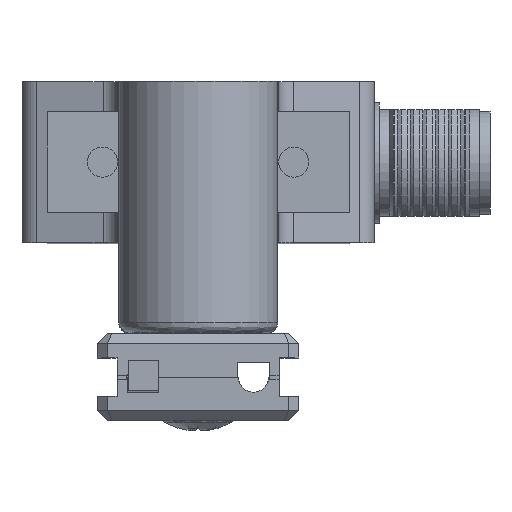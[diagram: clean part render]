
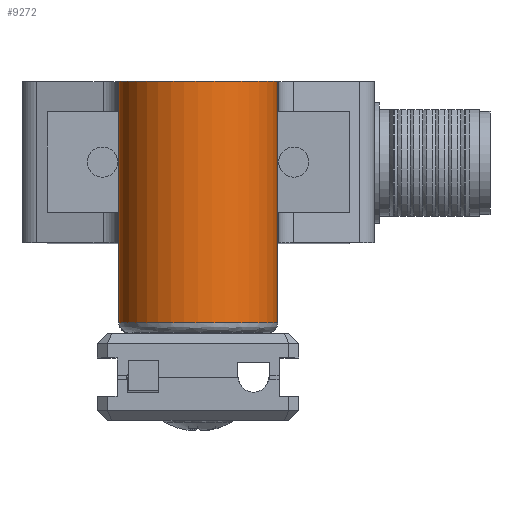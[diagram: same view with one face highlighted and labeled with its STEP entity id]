
A CAD part, top view. The second image highlights one B-rep face of the part: STEP entity #9272.
In plain terms, the highlighted cylindrical face has radius 7.9 mm (diameter 15.8 mm), a full revolution.
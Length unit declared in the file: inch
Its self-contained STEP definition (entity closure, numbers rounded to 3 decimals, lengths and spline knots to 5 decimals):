
#123 = CARTESIAN_POINT ( 'NONE',  ( 0.31102, 0., 0.70866 ) ) ;
#274 = CYLINDRICAL_SURFACE ( 'NONE', #942, 0.31102 ) ;
#327 = VERTEX_POINT ( 'NONE', #8936 ) ;
#428 = EDGE_LOOP ( 'NONE', ( #6204, #4815, #4409, #3082 ) ) ;
#788 = DIRECTION ( 'NONE',  ( 0., 1., 0. ) ) ;
#942 = AXIS2_PLACEMENT_3D ( 'NONE', #7618, #2213, #7677 ) ;
#1064 = CIRCLE ( 'NONE', #1234, 0.31102 ) ;
#1211 = DIRECTION ( 'NONE',  ( 1., 0., 0. ) ) ;
#1234 = AXIS2_PLACEMENT_3D ( 'NONE', #5106, #3248, #4140 ) ;
#1258 = FACE_OUTER_BOUND ( 'NONE', #428, .T. ) ;
#1516 = CARTESIAN_POINT ( 'NONE',  ( -0.31102, 0., 0.70866 ) ) ;
#1792 = EDGE_CURVE ( 'NONE', #1806, #7351, #1820, .T. ) ;
#1806 = VERTEX_POINT ( 'NONE', #11077 ) ;
#1820 = LINE ( 'NONE', #123, #4644 ) ;
#1890 = VERTEX_POINT ( 'NONE', #3992 ) ;
#2213 = DIRECTION ( 'NONE',  ( 0., -1., 0. ) ) ;
#3022 = CARTESIAN_POINT ( 'NONE',  ( 0., -0.62992, 0.70866 ) ) ;
#3082 = ORIENTED_EDGE ( 'NONE', *, *, #8564, .T. ) ;
#3222 = EDGE_LOOP ( 'NONE', ( #9255 ) ) ;
#3248 = DIRECTION ( 'NONE',  ( 0., -1., 0. ) ) ;
#3402 = EDGE_CURVE ( 'NONE', #327, #1806, #10117, .T. ) ;
#3762 = DIRECTION ( 'NONE',  ( 0., 1., 0. ) ) ;
#3992 = CARTESIAN_POINT ( 'NONE',  ( 0.31102, -0.94488, 0.70866 ) ) ;
#4140 = DIRECTION ( 'NONE',  ( 1., 0., 0. ) ) ;
#4409 = ORIENTED_EDGE ( 'NONE', *, *, #6437, .T. ) ;
#4445 = CARTESIAN_POINT ( 'NONE',  ( 0., -0.94488, 0.70866 ) ) ;
#4644 = VECTOR ( 'NONE', #3762, 39.37008 ) ;
#4815 = ORIENTED_EDGE ( 'NONE', *, *, #1792, .T. ) ;
#4822 = FACE_OUTER_BOUND ( 'NONE', #3222, .T. ) ;
#5106 = CARTESIAN_POINT ( 'NONE',  ( 0., 0., 0.70866 ) ) ;
#5201 = DIRECTION ( 'NONE',  ( 0., -1., 0. ) ) ;
#6204 = ORIENTED_EDGE ( 'NONE', *, *, #3402, .T. ) ;
#6289 = LINE ( 'NONE', #1516, #9026 ) ;
#6309 = CIRCLE ( 'NONE', #8808, 0.31102 ) ;
#6437 = EDGE_CURVE ( 'NONE', #7351, #10847, #1064, .T. ) ;
#7351 = VERTEX_POINT ( 'NONE', #11682 ) ;
#7618 = CARTESIAN_POINT ( 'NONE',  ( 0., 0., 0.70866 ) ) ;
#7677 = DIRECTION ( 'NONE',  ( 1., 0., 0. ) ) ;
#8564 = EDGE_CURVE ( 'NONE', #10847, #327, #6289, .T. ) ;
#8777 = AXIS2_PLACEMENT_3D ( 'NONE', #3022, #10411, #1211 ) ;
#8808 = AXIS2_PLACEMENT_3D ( 'NONE', #4445, #788, #11758 ) ;
#8936 = CARTESIAN_POINT ( 'NONE',  ( -0.31102, -0.62992, 0.70866 ) ) ;
#8972 = EDGE_CURVE ( 'NONE', #1890, #1890, #6309, .T. ) ;
#9026 = VECTOR ( 'NONE', #5201, 39.37008 ) ;
#9255 = ORIENTED_EDGE ( 'NONE', *, *, #8972, .T. ) ;
#9272 = ADVANCED_FACE ( 'NONE', ( #1258, #4822 ), #274, .T. ) ;
#10117 = CIRCLE ( 'NONE', #8777, 0.31102 ) ;
#10411 = DIRECTION ( 'NONE',  ( 0., -1., 0. ) ) ;
#10424 = CARTESIAN_POINT ( 'NONE',  ( -0.31102, 0., 0.70866 ) ) ;
#10847 = VERTEX_POINT ( 'NONE', #10424 ) ;
#11077 = CARTESIAN_POINT ( 'NONE',  ( 0.31102, -0.62992, 0.70866 ) ) ;
#11682 = CARTESIAN_POINT ( 'NONE',  ( 0.31102, 0., 0.70866 ) ) ;
#11758 = DIRECTION ( 'NONE',  ( 1., 0., 0. ) ) ;
